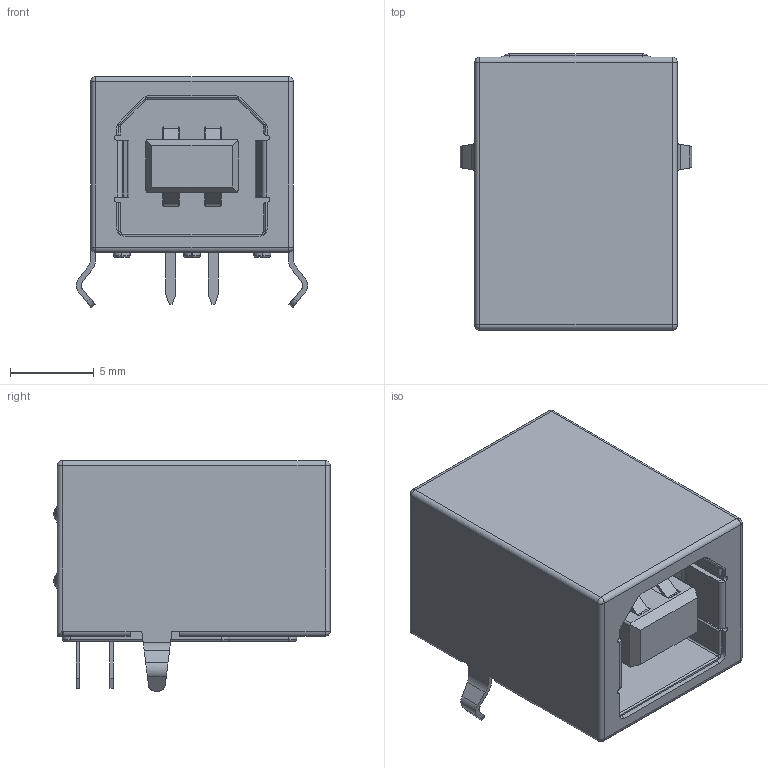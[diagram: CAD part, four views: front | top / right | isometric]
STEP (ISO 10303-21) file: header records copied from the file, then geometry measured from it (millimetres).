
FILE_DESCRIPTION (( 'STEP AP214' ), '1' );
FILE_NAME ('USB-B_TH_USB-B-FEMALE-90.step', '2023-06-01T02:17:28', ( '' ), ( '' ), 'SwSTEP 2.0', 'SolidWorks 2020', '' );
FILE_SCHEMA (( 'AUTOMOTIVE_DESIGN' ));
Length unit declared in the file: millimetre
Products named in the file (1): USB-B_TH_USB-B-FEMALE-90
Bounding box: 13.82 x 16.5 x 13.8 mm (x, y, z)
Volume: 1588.7 mm3; surface area: 1757 mm2
Topology: 1 solids, 1 shells, 677 faces, 1720 edges, 1070 vertices
Faces by surface type: plane 416, cylinder 131, bspline 98, torus 26, sphere 6
Entity records: 27989 total; most frequent: CARTESIAN_POINT 4906, ORIENTED_EDGE 3428, DIRECTION 2892, EDGE_CURVE 1714, LINE 1204, VECTOR 1204, VERTEX_POINT 1070, AXIS2_PLACEMENT_3D 844
